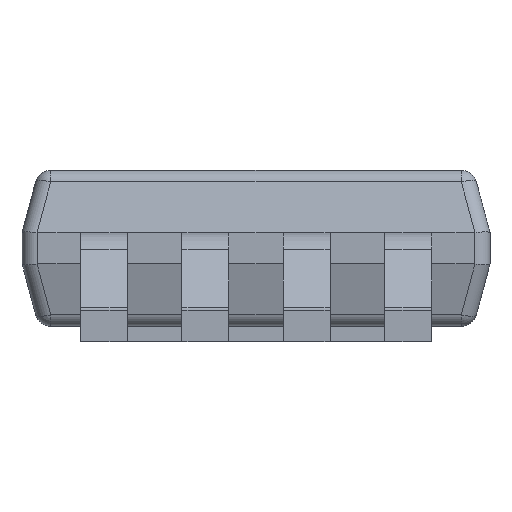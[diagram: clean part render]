
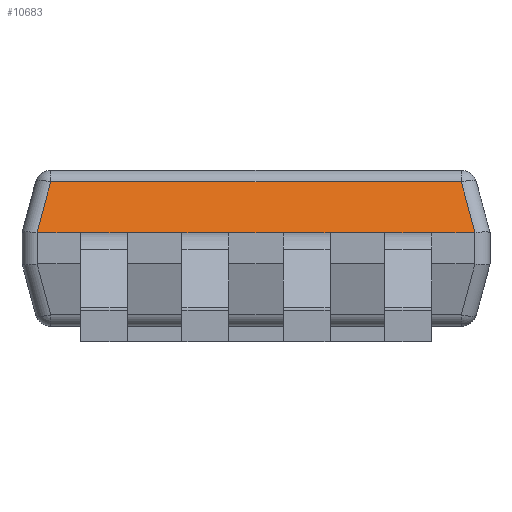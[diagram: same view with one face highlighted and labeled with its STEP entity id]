
A CAD part, left-side view. The second image highlights one B-rep face of the part: STEP entity #10683.
In plain terms, the highlighted planar face has unit normal (-0.966, 0, 0.259).
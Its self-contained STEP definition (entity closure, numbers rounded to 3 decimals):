
#21 = VECTOR ( 'NONE', #6823, 1000. ) ;
#334 = VERTEX_POINT ( 'NONE', #13252 ) ;
#339 = CARTESIAN_POINT ( 'NONE',  ( -1.5, -1.403, 0.7 ) ) ;
#368 = LINE ( 'NONE', #11916, #6854 ) ;
#616 = EDGE_CURVE ( 'NONE', #1228, #8163, #2511, .T. ) ;
#646 = CARTESIAN_POINT ( 'NONE',  ( -1.5, -0.475, 0.7 ) ) ;
#654 = DIRECTION ( 'NONE',  ( -0.966, 0., 0.259 ) ) ;
#944 = EDGE_CURVE ( 'NONE', #10986, #9843, #11613, .T. ) ;
#1000 = EDGE_CURVE ( 'NONE', #10427, #11410, #8279, .T. ) ;
#1128 = CARTESIAN_POINT ( 'NONE',  ( -1.5, -0.825, 0.7 ) ) ;
#1170 = LINE ( 'NONE', #14221, #13362 ) ;
#1228 = VERTEX_POINT ( 'NONE', #15775 ) ;
#1260 = ORIENTED_EDGE ( 'NONE', *, *, #15531, .F. ) ;
#1286 = CARTESIAN_POINT ( 'NONE',  ( -1.5, -1.4, 0.7 ) ) ;
#1943 = VERTEX_POINT ( 'NONE', #339 ) ;
#1958 = DIRECTION ( 'NONE',  ( 0., 1., 0. ) ) ;
#2212 = ORIENTED_EDGE ( 'NONE', *, *, #3103, .T. ) ;
#2451 = EDGE_CURVE ( 'NONE', #1943, #16193, #17848, .T. ) ;
#2511 =( BOUNDED_CURVE ( )  B_SPLINE_CURVE ( 3, ( #8188, #12740, #7087, #4030 ),
 .UNSPECIFIED., .F., .F. ) 
 B_SPLINE_CURVE_WITH_KNOTS ( ( 4, 4 ),
 ( 6.25, 6.283 ),
 .UNSPECIFIED. ) 
 CURVE ( )  GEOMETRIC_REPRESENTATION_ITEM ( )  RATIONAL_B_SPLINE_CURVE ( ( 1., 1., 1., 1. ) ) 
 REPRESENTATION_ITEM ( '' )  );
#2549 = CARTESIAN_POINT ( 'NONE',  ( -1.5, 0.175, 0.7 ) ) ;
#2608 = ORIENTED_EDGE ( 'NONE', *, *, #2451, .T. ) ;
#2776 = ORIENTED_EDGE ( 'NONE', *, *, #15818, .T. ) ;
#3103 = EDGE_CURVE ( 'NONE', #11045, #11410, #16865, .T. ) ;
#3340 = EDGE_CURVE ( 'NONE', #334, #1228, #3903, .T. ) ;
#3866 = CARTESIAN_POINT ( 'NONE',  ( -1.5, 1.5, 0.7 ) ) ;
#3903 = LINE ( 'NONE', #9553, #15470 ) ;
#4012 = EDGE_CURVE ( 'NONE', #10986, #11324, #6591, .T. ) ;
#4030 = CARTESIAN_POINT ( 'NONE',  ( -1.5, 1.4, 0.7 ) ) ;
#4049 = VECTOR ( 'NONE', #9715, 1000. ) ;
#4109 = DIRECTION ( 'NONE',  ( 0., -1., 0. ) ) ;
#4191 = CARTESIAN_POINT ( 'NONE',  ( -1.5, -1.401, 0.7 ) ) ;
#4265 = VECTOR ( 'NONE', #4109, 1000. ) ;
#4474 = VERTEX_POINT ( 'NONE', #4641 ) ;
#4543 = ORIENTED_EDGE ( 'NONE', *, *, #616, .T. ) ;
#4641 = CARTESIAN_POINT ( 'NONE',  ( -1.5, 0.825, 0.7 ) ) ;
#4913 =( BOUNDED_CURVE ( )  B_SPLINE_CURVE ( 3, ( #1286, #4191, #9821, #5495 ),
 .UNSPECIFIED., .F., .F. ) 
 B_SPLINE_CURVE_WITH_KNOTS ( ( 4, 4 ),
 ( 0., 0.034 ),
 .UNSPECIFIED. ) 
 CURVE ( )  GEOMETRIC_REPRESENTATION_ITEM ( )  RATIONAL_B_SPLINE_CURVE ( ( 1., 1., 1., 1. ) ) 
 REPRESENTATION_ITEM ( '' )  );
#4960 = CARTESIAN_POINT ( 'NONE',  ( -1.393, 0., 1.1 ) ) ;
#5251 = VECTOR ( 'NONE', #13914, 1000. ) ;
#5302 = EDGE_CURVE ( 'NONE', #11951, #4474, #1170, .T. ) ;
#5448 = DIRECTION ( 'NONE',  ( 0., 1., 0. ) ) ;
#5456 = CARTESIAN_POINT ( 'NONE',  ( -1.5, -1.4, 0.7 ) ) ;
#5463 = EDGE_CURVE ( 'NONE', #11951, #8163, #8618, .T. ) ;
#5479 = EDGE_LOOP ( 'NONE', ( #1260, #18212, #2608, #10993, #7809, #4543, #6293, #18145, #16894, #2212, #15137, #2776, #7115, #15553 ) ) ;
#5495 = CARTESIAN_POINT ( 'NONE',  ( -1.5, -1.403, 0.7 ) ) ;
#5610 = CARTESIAN_POINT ( 'NONE',  ( -1.5, -0.825, 0.7 ) ) ;
#5894 = CARTESIAN_POINT ( 'NONE',  ( -1.5, -0.175, 0.7 ) ) ;
#5986 = EDGE_CURVE ( 'NONE', #11045, #4474, #6739, .T. ) ;
#6293 = ORIENTED_EDGE ( 'NONE', *, *, #5463, .F. ) ;
#6342 = DIRECTION ( 'NONE',  ( 0., 1., 0. ) ) ;
#6468 = LINE ( 'NONE', #3866, #7233 ) ;
#6591 = LINE ( 'NONE', #12425, #4049 ) ;
#6739 = LINE ( 'NONE', #18060, #15237 ) ;
#6800 = CARTESIAN_POINT ( 'NONE',  ( -1.311, -1.215, 1.404 ) ) ;
#6823 = DIRECTION ( 'NONE',  ( 0., -1., 0. ) ) ;
#6854 = VECTOR ( 'NONE', #1958, 1000. ) ;
#7087 = CARTESIAN_POINT ( 'NONE',  ( -1.5, 1.401, 0.7 ) ) ;
#7115 = ORIENTED_EDGE ( 'NONE', *, *, #4012, .F. ) ;
#7233 = VECTOR ( 'NONE', #11949, 1000. ) ;
#7775 = CARTESIAN_POINT ( 'NONE',  ( -1.413, -1.316, 1.026 ) ) ;
#7808 = CARTESIAN_POINT ( 'NONE',  ( -1.5, 0.475, 0.7 ) ) ;
#7809 = ORIENTED_EDGE ( 'NONE', *, *, #3340, .T. ) ;
#8098 = CARTESIAN_POINT ( 'NONE',  ( -1.5, 1.4, 0.7 ) ) ;
#8163 = VERTEX_POINT ( 'NONE', #8098 ) ;
#8188 = CARTESIAN_POINT ( 'NONE',  ( -1.5, 1.403, 0.7 ) ) ;
#8279 = LINE ( 'NONE', #11067, #5251 ) ;
#8345 = DIRECTION ( 'NONE',  ( 0., 1., 0. ) ) ;
#8618 = LINE ( 'NONE', #9822, #16311 ) ;
#8645 = DIRECTION ( 'NONE',  ( 0., -1., 0. ) ) ;
#9553 = CARTESIAN_POINT ( 'NONE',  ( -1.311, 1.215, 1.404 ) ) ;
#9715 = DIRECTION ( 'NONE',  ( 0., 1., 0. ) ) ;
#9821 = CARTESIAN_POINT ( 'NONE',  ( -1.5, -1.402, 0.7 ) ) ;
#9822 = CARTESIAN_POINT ( 'NONE',  ( -1.5, 1.5, 0.7 ) ) ;
#9843 = VERTEX_POINT ( 'NONE', #16260 ) ;
#10198 = FACE_OUTER_BOUND ( 'NONE', #5479, .T. ) ;
#10427 = VERTEX_POINT ( 'NONE', #10462 ) ;
#10462 = CARTESIAN_POINT ( 'NONE',  ( -1.5, -0.175, 0.7 ) ) ;
#10683 = ADVANCED_FACE ( 'NONE', ( #10198 ), #14744, .T. ) ;
#10986 = VERTEX_POINT ( 'NONE', #1128 ) ;
#10993 = ORIENTED_EDGE ( 'NONE', *, *, #11239, .T. ) ;
#11045 = VERTEX_POINT ( 'NONE', #7808 ) ;
#11067 = CARTESIAN_POINT ( 'NONE',  ( -1.5, 1.5, 0.7 ) ) ;
#11239 = EDGE_CURVE ( 'NONE', #16193, #334, #368, .T. ) ;
#11324 = VERTEX_POINT ( 'NONE', #646 ) ;
#11410 = VERTEX_POINT ( 'NONE', #2549 ) ;
#11516 = VERTEX_POINT ( 'NONE', #5456 ) ;
#11613 = LINE ( 'NONE', #5610, #21 ) ;
#11916 = CARTESIAN_POINT ( 'NONE',  ( -1.413, 0., 1.026 ) ) ;
#11949 = DIRECTION ( 'NONE',  ( 0., 1., 0. ) ) ;
#11951 = VERTEX_POINT ( 'NONE', #13800 ) ;
#11978 = VECTOR ( 'NONE', #12446, 1000. ) ;
#12425 = CARTESIAN_POINT ( 'NONE',  ( -1.5, 1.5, 0.7 ) ) ;
#12446 = DIRECTION ( 'NONE',  ( 0.251, 0.251, 0.935 ) ) ;
#12595 = DIRECTION ( 'NONE',  ( 0., -1., 0. ) ) ;
#12740 = CARTESIAN_POINT ( 'NONE',  ( -1.5, 1.402, 0.7 ) ) ;
#13252 = CARTESIAN_POINT ( 'NONE',  ( -1.413, 1.316, 1.026 ) ) ;
#13362 = VECTOR ( 'NONE', #12595, 1000. ) ;
#13800 = CARTESIAN_POINT ( 'NONE',  ( -1.5, 1.125, 0.7 ) ) ;
#13914 = DIRECTION ( 'NONE',  ( 0., 1., 0. ) ) ;
#14164 = CARTESIAN_POINT ( 'NONE',  ( -1.5, 0.475, 0.7 ) ) ;
#14221 = CARTESIAN_POINT ( 'NONE',  ( -1.5, 1.125, 0.7 ) ) ;
#14320 = VECTOR ( 'NONE', #8645, 1000. ) ;
#14474 = AXIS2_PLACEMENT_3D ( 'NONE', #4960, #654, #6342 ) ;
#14575 = LINE ( 'NONE', #5894, #14320 ) ;
#14744 = PLANE ( 'NONE',  #14474 ) ;
#15137 = ORIENTED_EDGE ( 'NONE', *, *, #1000, .F. ) ;
#15164 = DIRECTION ( 'NONE',  ( -0.251, 0.251, -0.935 ) ) ;
#15237 = VECTOR ( 'NONE', #5448, 1000. ) ;
#15470 = VECTOR ( 'NONE', #15164, 1000. ) ;
#15531 = EDGE_CURVE ( 'NONE', #11516, #9843, #6468, .T. ) ;
#15553 = ORIENTED_EDGE ( 'NONE', *, *, #944, .T. ) ;
#15775 = CARTESIAN_POINT ( 'NONE',  ( -1.5, 1.403, 0.7 ) ) ;
#15818 = EDGE_CURVE ( 'NONE', #10427, #11324, #14575, .T. ) ;
#16193 = VERTEX_POINT ( 'NONE', #7775 ) ;
#16260 = CARTESIAN_POINT ( 'NONE',  ( -1.5, -1.125, 0.7 ) ) ;
#16311 = VECTOR ( 'NONE', #8345, 1000. ) ;
#16865 = LINE ( 'NONE', #14164, #4265 ) ;
#16894 = ORIENTED_EDGE ( 'NONE', *, *, #5986, .F. ) ;
#17257 = EDGE_CURVE ( 'NONE', #11516, #1943, #4913, .T. ) ;
#17848 = LINE ( 'NONE', #6800, #11978 ) ;
#18060 = CARTESIAN_POINT ( 'NONE',  ( -1.5, 1.5, 0.7 ) ) ;
#18145 = ORIENTED_EDGE ( 'NONE', *, *, #5302, .T. ) ;
#18212 = ORIENTED_EDGE ( 'NONE', *, *, #17257, .T. ) ;
